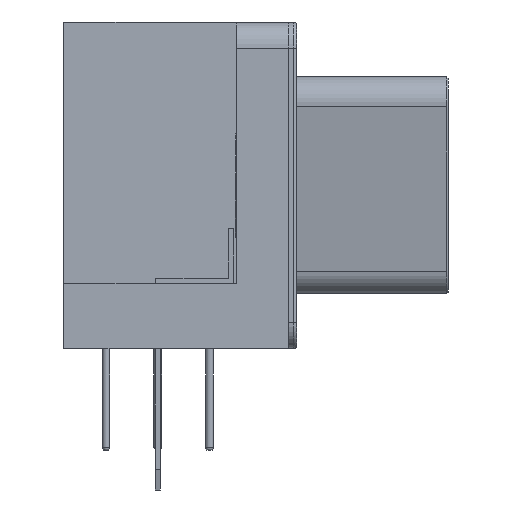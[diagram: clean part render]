
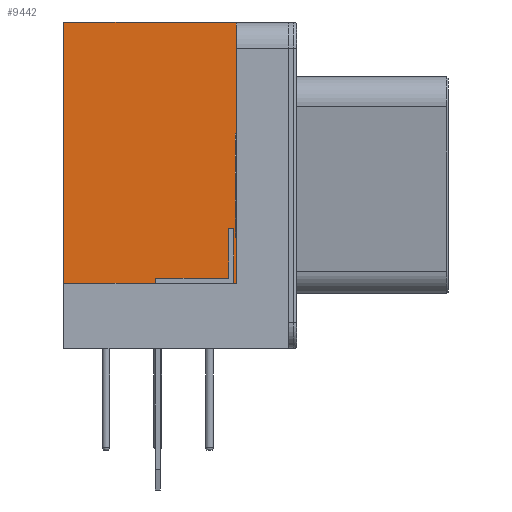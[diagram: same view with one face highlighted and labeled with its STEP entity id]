
A CAD part, left-side view. The second image highlights one B-rep face of the part: STEP entity #9442.
In plain terms, the highlighted planar face has unit normal (-1, 0, 0).
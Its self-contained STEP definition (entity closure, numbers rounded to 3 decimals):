
#7180 = VERTEX_POINT('',#7181);
#7181 = CARTESIAN_POINT('',(-5.703,1.61,12.5));
#7187 = EDGE_CURVE('',#7188,#7180,#7190,.T.);
#7188 = VERTEX_POINT('',#7189);
#7189 = CARTESIAN_POINT('',(-5.703,-4.99,12.5));
#7190 = LINE('',#7191,#7192);
#7191 = CARTESIAN_POINT('',(-5.703,-5.99,12.5));
#7192 = VECTOR('',#7193,1.);
#7193 = DIRECTION('',(0.,1.,0.));
#7294 = EDGE_CURVE('',#7295,#7180,#7297,.T.);
#7295 = VERTEX_POINT('',#7296);
#7296 = CARTESIAN_POINT('',(-5.703,1.61,2.5));
#7297 = LINE('',#7298,#7299);
#7298 = CARTESIAN_POINT('',(-5.703,1.61,4.375));
#7299 = VECTOR('',#7300,1.);
#7300 = DIRECTION('',(0.,0.,1.));
#9214 = EDGE_CURVE('',#9215,#7295,#9217,.T.);
#9215 = VERTEX_POINT('',#9216);
#9216 = CARTESIAN_POINT('',(-5.703,-4.99,2.5));
#9217 = LINE('',#9218,#9219);
#9218 = CARTESIAN_POINT('',(-5.703,-4.99,2.5));
#9219 = VECTOR('',#9220,1.);
#9220 = DIRECTION('',(0.,1.,0.));
#9423 = EDGE_CURVE('',#9215,#7188,#9424,.T.);
#9424 = LINE('',#9425,#9426);
#9425 = CARTESIAN_POINT('',(-5.703,-4.99,2.5));
#9426 = VECTOR('',#9427,1.);
#9427 = DIRECTION('',(0.,0.,1.));
#9442 = ADVANCED_FACE('',(#9443),#9449,.F.);
#9443 = FACE_BOUND('',#9444,.F.);
#9444 = EDGE_LOOP('',(#9445,#9446,#9447,#9448));
#9445 = ORIENTED_EDGE('',*,*,#9423,.F.);
#9446 = ORIENTED_EDGE('',*,*,#9214,.T.);
#9447 = ORIENTED_EDGE('',*,*,#7294,.T.);
#9448 = ORIENTED_EDGE('',*,*,#7187,.F.);
#9449 = PLANE('',#9450);
#9450 = AXIS2_PLACEMENT_3D('',#9451,#9452,#9453);
#9451 = CARTESIAN_POINT('',(-5.703,-4.99,2.5));
#9452 = DIRECTION('',(1.,0.,0.));
#9453 = DIRECTION('',(0.,0.,1.));
